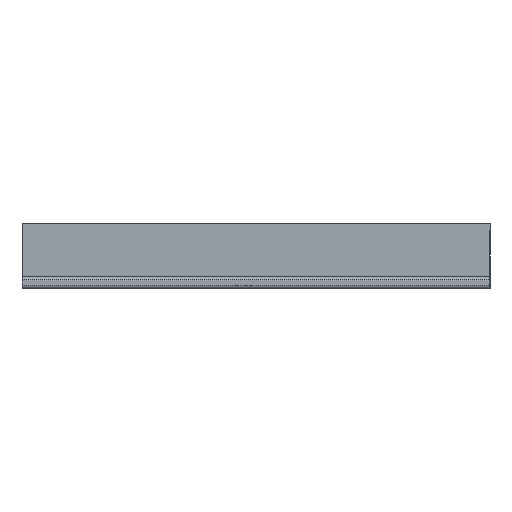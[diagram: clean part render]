
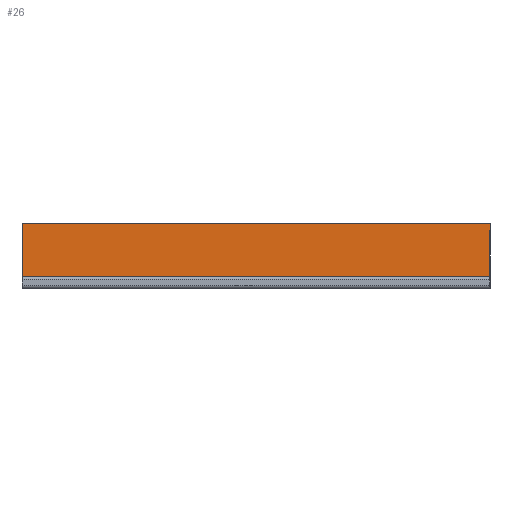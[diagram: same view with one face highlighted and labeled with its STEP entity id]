
A CAD part, left-side view. The second image highlights one B-rep face of the part: STEP entity #26.
In plain terms, the highlighted planar face has unit normal (-1, 0, 0).
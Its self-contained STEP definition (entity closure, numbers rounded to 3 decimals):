
#11 = VECTOR ( 'NONE', #779, 1000. ) ;
#26 = ADVANCED_FACE ( 'NONE', ( #909 ), #140, .F. ) ;
#43 = ORIENTED_EDGE ( 'NONE', *, *, #879, .F. ) ;
#50 = VERTEX_POINT ( 'NONE', #537 ) ;
#72 = DIRECTION ( 'NONE',  ( 0., 0., -1. ) ) ;
#90 = CARTESIAN_POINT ( 'NONE',  ( -66.6, -25., 6.71 ) ) ;
#140 = PLANE ( 'NONE',  #464 ) ;
#234 = ORIENTED_EDGE ( 'NONE', *, *, #724, .T. ) ;
#240 = VERTEX_POINT ( 'NONE', #291 ) ;
#262 = ORIENTED_EDGE ( 'NONE', *, *, #704, .T. ) ;
#283 = EDGE_LOOP ( 'NONE', ( #43, #262, #633, #234 ) ) ;
#291 = CARTESIAN_POINT ( 'NONE',  ( -66.6, 23.6, 6.71 ) ) ;
#293 = CARTESIAN_POINT ( 'NONE',  ( -66.6, -25., 6.71 ) ) ;
#317 = LINE ( 'NONE', #935, #783 ) ;
#353 = LINE ( 'NONE', #520, #380 ) ;
#361 = LINE ( 'NONE', #293, #514 ) ;
#370 = DIRECTION ( 'NONE',  ( 1., 0., 0. ) ) ;
#380 = VECTOR ( 'NONE', #593, 1000. ) ;
#429 = EDGE_CURVE ( 'NONE', #878, #50, #988, .T. ) ;
#464 = AXIS2_PLACEMENT_3D ( 'NONE', #530, #370, #72 ) ;
#514 = VECTOR ( 'NONE', #655, 1000. ) ;
#520 = CARTESIAN_POINT ( 'NONE',  ( -66.6, 23.6, 6.71 ) ) ;
#530 = CARTESIAN_POINT ( 'NONE',  ( -66.6, 25., 6.71 ) ) ;
#537 = CARTESIAN_POINT ( 'NONE',  ( -66.6, -25., 1.2 ) ) ;
#543 = VERTEX_POINT ( 'NONE', #90 ) ;
#593 = DIRECTION ( 'NONE',  ( 0., 0., -1. ) ) ;
#619 = DIRECTION ( 'NONE',  ( 0., -1., 0. ) ) ;
#633 = ORIENTED_EDGE ( 'NONE', *, *, #429, .T. ) ;
#655 = DIRECTION ( 'NONE',  ( 0., 0., 1. ) ) ;
#688 = CARTESIAN_POINT ( 'NONE',  ( -66.6, 25., 1.2 ) ) ;
#704 = EDGE_CURVE ( 'NONE', #240, #878, #353, .T. ) ;
#724 = EDGE_CURVE ( 'NONE', #50, #543, #361, .T. ) ;
#779 = DIRECTION ( 'NONE',  ( 0., -1., 0. ) ) ;
#783 = VECTOR ( 'NONE', #619, 1000. ) ;
#878 = VERTEX_POINT ( 'NONE', #924 ) ;
#879 = EDGE_CURVE ( 'NONE', #240, #543, #317, .T. ) ;
#909 = FACE_OUTER_BOUND ( 'NONE', #283, .T. ) ;
#924 = CARTESIAN_POINT ( 'NONE',  ( -66.6, 23.6, 1.2 ) ) ;
#935 = CARTESIAN_POINT ( 'NONE',  ( -66.6, 25., 6.71 ) ) ;
#988 = LINE ( 'NONE', #688, #11 ) ;
